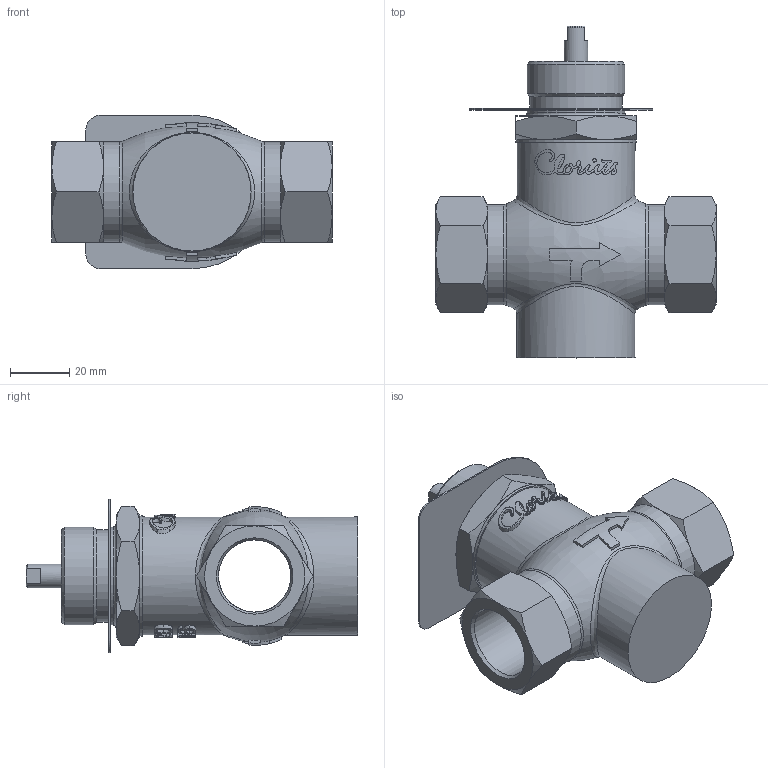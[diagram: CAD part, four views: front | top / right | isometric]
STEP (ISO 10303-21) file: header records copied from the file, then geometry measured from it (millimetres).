
FILE_DESCRIPTION (( 'STEP AP214' ), '1' );
FILE_NAME ('DN20 L1S (2110559).STEP', '2015-10-06T09:08:53', ( 'GFR' ), ( '' ), 'SwSTEP 2.0', 'SolidWorks 2014', '' );
FILE_SCHEMA (( 'AUTOMOTIVE_DESIGN' ));
Length unit declared in the file: millimetre
Products named in the file (1): DN20 L1S (2110559)
Bounding box: 95 x 112.5 x 52 mm (x, y, z)
Surface area: 33006.3 mm2 (no closed solid volume)
Topology: 0 solids, 25 shells, 671 faces, 2499 edges, 1805 vertices
Faces by surface type: plane 494, cylinder 68, bspline 61, cone 42, torus 6
Full cylindrical faces by diameter (mm): 3.3 x1, 8 x1, 18.2 x1, 24.5 x2, 31.2 x1, 33.2 x2, 34 x2, 40 x2, 41 x1
Entity records: 40990 total; most frequent: CARTESIAN_POINT 16286, ORIENTED_EDGE 4133, DIRECTION 2572, EDGE_CURVE 2465, VERTEX_POINT 1797, LINE 956, VECTOR 956, AXIS2_PLACEMENT_3D 808
